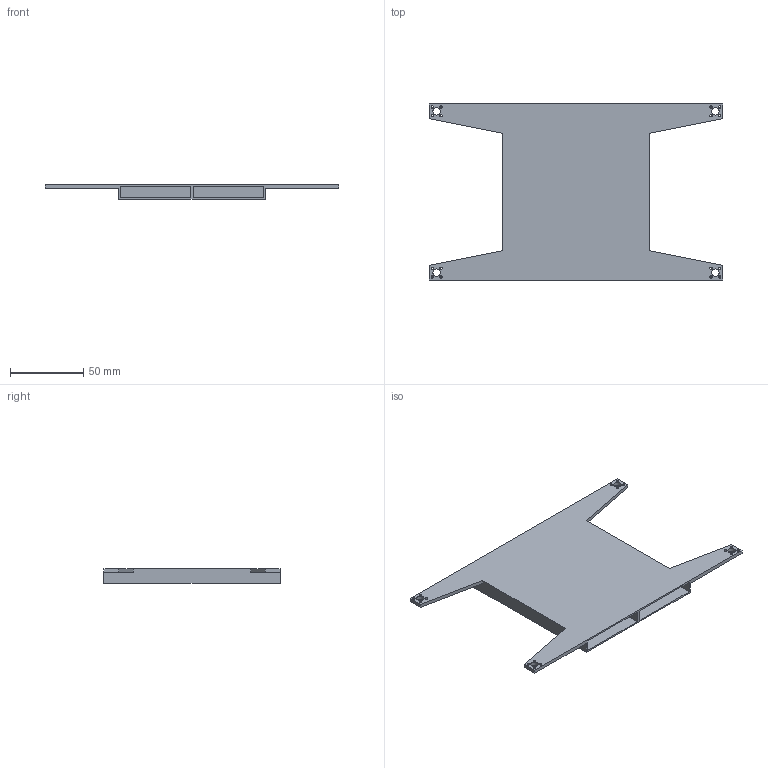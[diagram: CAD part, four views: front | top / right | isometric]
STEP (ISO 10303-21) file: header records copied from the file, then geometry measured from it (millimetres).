
FILE_DESCRIPTION(('FreeCAD Model'),'2;1');
FILE_NAME('Open CASCADE Shape Model','2025-11-09T09:32:19',('Author'),( ''),'Open CASCADE STEP processor 7.8','FreeCAD','Unknown');
FILE_SCHEMA(('AUTOMOTIVE_DESIGN { 1 0 10303 214 1 1 1 1 }'));
Length unit declared in the file: millimetre
Products named in the file (1): Body001
Bounding box: 200 x 120 x 10 mm (x, y, z)
Volume: 38895.3 mm3; surface area: 61203.4 mm2
Topology: 1 solids, 1 shells, 48 faces, 132 edges, 88 vertices
Faces by surface type: plane 28, cylinder 20
Full cylindrical faces by diameter (mm): 1.6 x16, 5.1 x4
Entity records: 1638 total; most frequent: DIRECTION 270, CARTESIAN_POINT 269, ORIENTED_EDGE 264, EDGE_CURVE 132, LINE 92, VECTOR 92, FACE_BOUND 90, EDGE_LOOP 90
